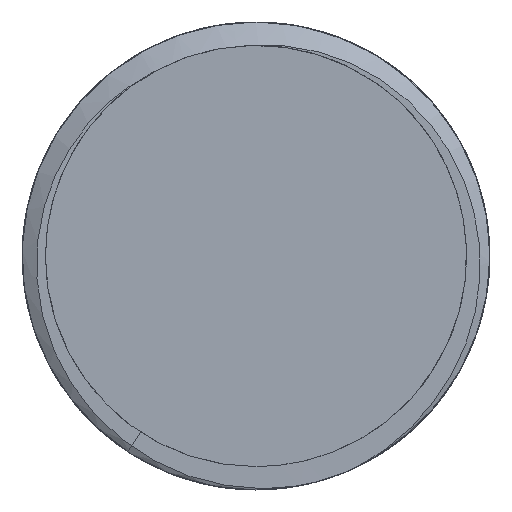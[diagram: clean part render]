
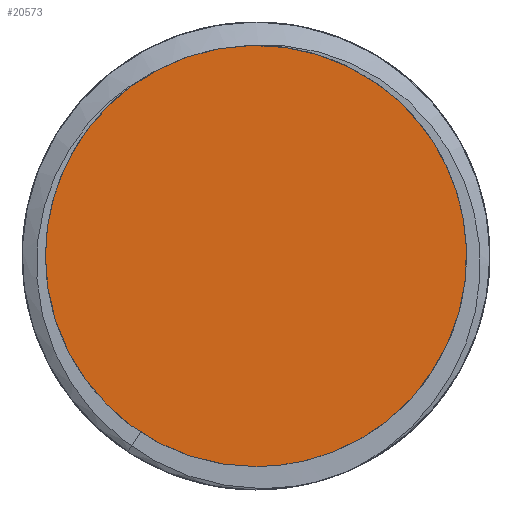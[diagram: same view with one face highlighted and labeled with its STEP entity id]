
A CAD part, left-side view. The second image highlights one B-rep face of the part: STEP entity #20573.
In plain terms, the highlighted free-form (B-spline) face has degree [1, 1] with [2, 2] control points.
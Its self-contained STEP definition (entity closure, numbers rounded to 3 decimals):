
#20541=CARTESIAN_POINT('',(-74.265,0.,-5.4));
#20542=VERTEX_POINT('',#20541);
#20552=CARTESIAN_POINT('',(-74.265,0.,-5.4));
#20553=CARTESIAN_POINT('',(-74.265,9.353,-5.4));
#20554=CARTESIAN_POINT('',(-74.265,4.677,2.7));
#20555=CARTESIAN_POINT('',(-74.265,0.,10.8));
#20556=CARTESIAN_POINT('',(-74.265,-4.677,2.7));
#20557=CARTESIAN_POINT('',(-74.265,-9.353,-5.4));
#20558=CARTESIAN_POINT('',(-74.265,0.,-5.4));
#20559=(BOUNDED_CURVE()B_SPLINE_CURVE(2,(#20552,#20553,#20554,#20555,#20556,#20557,#20558),.CIRCULAR_ARC.,.T.,.U.)B_SPLINE_CURVE_WITH_KNOTS((3,2,2,3),(0.,0.333,0.667,1.),.UNSPECIFIED.)CURVE()GEOMETRIC_REPRESENTATION_ITEM()RATIONAL_B_SPLINE_CURVE((1.,0.5,1.,0.5,1.,0.5,1.))REPRESENTATION_ITEM(''));
#20560=EDGE_CURVE('',#20542,#20542,#20559,.T.);
#20565=CARTESIAN_POINT('',(-74.265,10.288,11.735));
#20566=CARTESIAN_POINT('',(-74.265,-10.288,11.735));
#20567=CARTESIAN_POINT('',(-74.265,10.288,-8.841));
#20568=CARTESIAN_POINT('',(-74.265,-10.288,-8.841));
#20569=B_SPLINE_SURFACE_WITH_KNOTS('',1,1,((#20565,#20566),(#20567,#20568)),.PLANE_SURF.,.F.,.F.,.U.,(2,2),(2,2),(0.,1.),(0.,1.),.UNSPECIFIED.);
#20570=ORIENTED_EDGE('',*,*,#20560,.F.);
#20571=EDGE_LOOP('',(#20570));
#20572=FACE_OUTER_BOUND('',#20571,.T.);
#20573=ADVANCED_FACE('',(#20572),#20569,.T.);
